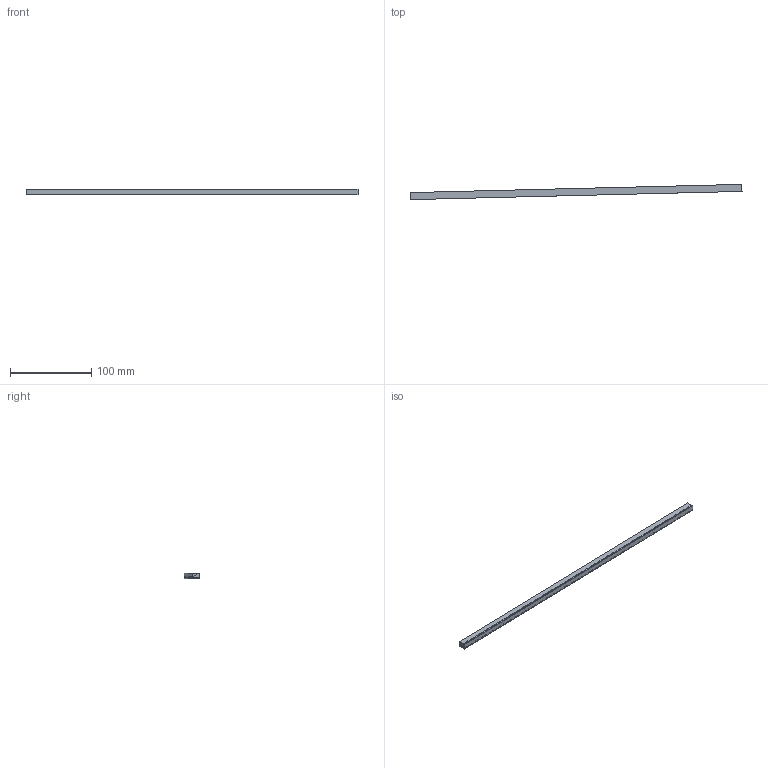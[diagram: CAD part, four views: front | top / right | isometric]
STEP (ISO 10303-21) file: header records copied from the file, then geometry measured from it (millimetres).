
FILE_DESCRIPTION(/* description */ ('Unknown'),/* implementation_level */ '2;1');
FILE_NAME(/* name */ '3851160_maxSized',/* time_stamp */ '2019-12-05T17:50:29+08:00',/* author */ ('Unknown'),/* organization */ ('Unknown'),/* preprocessor_version */ 'ST-DEVELOPER v16.7',/* originating_system */ 'DEX',/* authorisation */ $);
FILE_SCHEMA (('AUTOMOTIVE_DESIGN {1 0 10303 214 3 1 1}'));
Products named in the file (3): 3851160_maxSized; maxSized; 3851160_406,4mm
Assembly tree (2 placements, depth 2):
  3851160_maxSized
    maxSized
    3851160_406,4mm
Bounding box: 407.93 x 18.74 x 6.65 mm (x, y, z)
Volume: 24686.4 mm3; surface area: 32412.9 mm2
Topology: 2 solids, 2 shells, 2188 faces, 7992 edges, 5808 vertices
Faces by surface type: plane 1292, cylinder 896
Entity records: 89572 total; most frequent: CARTESIAN_POINT 25145, ORIENTED_EDGE 15984, DIRECTION 10390, EDGE_CURVE 7992, VERTEX_POINT 5808, LINE 3960, VECTOR 3960, AXIS2_PLACEMENT_3D 3215
